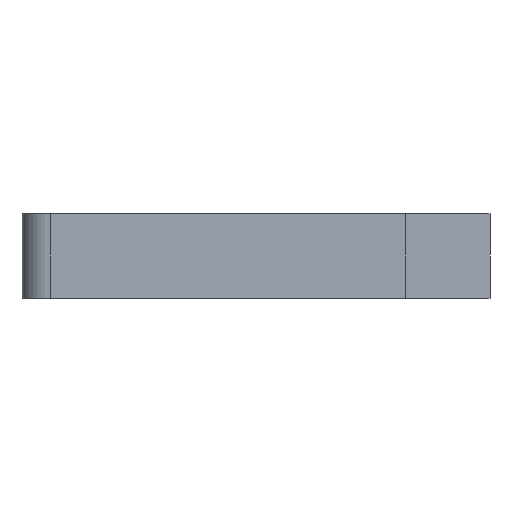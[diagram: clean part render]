
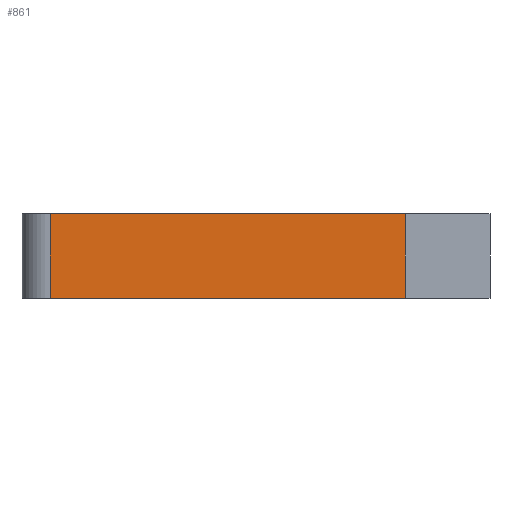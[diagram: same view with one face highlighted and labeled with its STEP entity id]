
A CAD part, left-side view. The second image highlights one B-rep face of the part: STEP entity #861.
In plain terms, the highlighted planar face has unit normal (-1, 0, 0).
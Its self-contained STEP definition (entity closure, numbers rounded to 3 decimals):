
#44 = PLANE('',#45);
#45 = AXIS2_PLACEMENT_3D('',#46,#47,#48);
#46 = CARTESIAN_POINT('',(-10.,0.,0.));
#47 = DIRECTION('',(0.,0.,1.));
#48 = DIRECTION('',(1.,0.,0.));
#100 = PLANE('',#101);
#101 = AXIS2_PLACEMENT_3D('',#102,#103,#104);
#102 = CARTESIAN_POINT('',(-10.,0.,3.));
#103 = DIRECTION('',(0.,0.,1.));
#104 = DIRECTION('',(1.,0.,0.));
#223 = VERTEX_POINT('',#224);
#224 = CARTESIAN_POINT('',(-10.,12.586,0.));
#239 = CYLINDRICAL_SURFACE('',#240,1.);
#240 = AXIS2_PLACEMENT_3D('',#241,#242,#243);
#241 = CARTESIAN_POINT('',(-9.,12.586,0.));
#242 = DIRECTION('',(0.,0.,1.));
#243 = DIRECTION('',(0.707,0.707,0.));
#251 = EDGE_CURVE('',#223,#252,#254,.T.);
#252 = VERTEX_POINT('',#253);
#253 = CARTESIAN_POINT('',(-10.,0.,0.));
#254 = SURFACE_CURVE('',#255,(#259,#266),.PCURVE_S1.);
#255 = LINE('',#256,#257);
#256 = CARTESIAN_POINT('',(-10.,15.,0.));
#257 = VECTOR('',#258,1.);
#258 = DIRECTION('',(0.,-1.,0.));
#259 = PCURVE('',#44,#260);
#260 = DEFINITIONAL_REPRESENTATION('',(#261),#265);
#261 = LINE('',#262,#263);
#262 = CARTESIAN_POINT('',(0.,15.));
#263 = VECTOR('',#264,1.);
#264 = DIRECTION('',(0.,-1.));
#265 = ( GEOMETRIC_REPRESENTATION_CONTEXT(2) 
PARAMETRIC_REPRESENTATION_CONTEXT() REPRESENTATION_CONTEXT('2D SPACE',''
  ) );
#266 = PCURVE('',#267,#272);
#267 = PLANE('',#268);
#268 = AXIS2_PLACEMENT_3D('',#269,#270,#271);
#269 = CARTESIAN_POINT('',(-10.,15.,0.));
#270 = DIRECTION('',(1.,0.,0.));
#271 = DIRECTION('',(0.,-1.,0.));
#272 = DEFINITIONAL_REPRESENTATION('',(#273),#277);
#273 = LINE('',#274,#275);
#274 = CARTESIAN_POINT('',(0.,0.));
#275 = VECTOR('',#276,1.);
#276 = DIRECTION('',(1.,0.));
#277 = ( GEOMETRIC_REPRESENTATION_CONTEXT(2) 
PARAMETRIC_REPRESENTATION_CONTEXT() REPRESENTATION_CONTEXT('2D SPACE',''
  ) );
#295 = PLANE('',#296);
#296 = AXIS2_PLACEMENT_3D('',#297,#298,#299);
#297 = CARTESIAN_POINT('',(-10.,0.,0.));
#298 = DIRECTION('',(0.,1.,0.));
#299 = DIRECTION('',(1.,0.,0.));
#563 = VERTEX_POINT('',#564);
#564 = CARTESIAN_POINT('',(-10.,12.586,3.));
#586 = EDGE_CURVE('',#563,#587,#589,.T.);
#587 = VERTEX_POINT('',#588);
#588 = CARTESIAN_POINT('',(-10.,0.,3.));
#589 = SURFACE_CURVE('',#590,(#594,#601),.PCURVE_S1.);
#590 = LINE('',#591,#592);
#591 = CARTESIAN_POINT('',(-10.,15.,3.));
#592 = VECTOR('',#593,1.);
#593 = DIRECTION('',(0.,-1.,0.));
#594 = PCURVE('',#100,#595);
#595 = DEFINITIONAL_REPRESENTATION('',(#596),#600);
#596 = LINE('',#597,#598);
#597 = CARTESIAN_POINT('',(0.,15.));
#598 = VECTOR('',#599,1.);
#599 = DIRECTION('',(0.,-1.));
#600 = ( GEOMETRIC_REPRESENTATION_CONTEXT(2) 
PARAMETRIC_REPRESENTATION_CONTEXT() REPRESENTATION_CONTEXT('2D SPACE',''
  ) );
#601 = PCURVE('',#267,#602);
#602 = DEFINITIONAL_REPRESENTATION('',(#603),#607);
#603 = LINE('',#604,#605);
#604 = CARTESIAN_POINT('',(0.,-3.));
#605 = VECTOR('',#606,1.);
#606 = DIRECTION('',(1.,0.));
#607 = ( GEOMETRIC_REPRESENTATION_CONTEXT(2) 
PARAMETRIC_REPRESENTATION_CONTEXT() REPRESENTATION_CONTEXT('2D SPACE',''
  ) );
#812 = EDGE_CURVE('',#223,#563,#813,.T.);
#813 = SURFACE_CURVE('',#814,(#818,#825),.PCURVE_S1.);
#814 = LINE('',#815,#816);
#815 = CARTESIAN_POINT('',(-10.,12.586,0.));
#816 = VECTOR('',#817,1.);
#817 = DIRECTION('',(0.,0.,1.));
#818 = PCURVE('',#239,#819);
#819 = DEFINITIONAL_REPRESENTATION('',(#820),#824);
#820 = LINE('',#821,#822);
#821 = CARTESIAN_POINT('',(2.356,0.));
#822 = VECTOR('',#823,1.);
#823 = DIRECTION('',(0.,1.));
#824 = ( GEOMETRIC_REPRESENTATION_CONTEXT(2) 
PARAMETRIC_REPRESENTATION_CONTEXT() REPRESENTATION_CONTEXT('2D SPACE',''
  ) );
#825 = PCURVE('',#267,#826);
#826 = DEFINITIONAL_REPRESENTATION('',(#827),#831);
#827 = LINE('',#828,#829);
#828 = CARTESIAN_POINT('',(2.414,0.));
#829 = VECTOR('',#830,1.);
#830 = DIRECTION('',(0.,-1.));
#831 = ( GEOMETRIC_REPRESENTATION_CONTEXT(2) 
PARAMETRIC_REPRESENTATION_CONTEXT() REPRESENTATION_CONTEXT('2D SPACE',''
  ) );
#861 = ADVANCED_FACE('',(#862),#267,.F.);
#862 = FACE_BOUND('',#863,.F.);
#863 = EDGE_LOOP('',(#864,#865,#866,#867));
#864 = ORIENTED_EDGE('',*,*,#251,.F.);
#865 = ORIENTED_EDGE('',*,*,#812,.T.);
#866 = ORIENTED_EDGE('',*,*,#586,.T.);
#867 = ORIENTED_EDGE('',*,*,#868,.F.);
#868 = EDGE_CURVE('',#252,#587,#869,.T.);
#869 = SURFACE_CURVE('',#870,(#874,#881),.PCURVE_S1.);
#870 = LINE('',#871,#872);
#871 = CARTESIAN_POINT('',(-10.,0.,0.));
#872 = VECTOR('',#873,1.);
#873 = DIRECTION('',(0.,0.,1.));
#874 = PCURVE('',#267,#875);
#875 = DEFINITIONAL_REPRESENTATION('',(#876),#880);
#876 = LINE('',#877,#878);
#877 = CARTESIAN_POINT('',(15.,0.));
#878 = VECTOR('',#879,1.);
#879 = DIRECTION('',(0.,-1.));
#880 = ( GEOMETRIC_REPRESENTATION_CONTEXT(2) 
PARAMETRIC_REPRESENTATION_CONTEXT() REPRESENTATION_CONTEXT('2D SPACE',''
  ) );
#881 = PCURVE('',#295,#882);
#882 = DEFINITIONAL_REPRESENTATION('',(#883),#887);
#883 = LINE('',#884,#885);
#884 = CARTESIAN_POINT('',(0.,0.));
#885 = VECTOR('',#886,1.);
#886 = DIRECTION('',(0.,-1.));
#887 = ( GEOMETRIC_REPRESENTATION_CONTEXT(2) 
PARAMETRIC_REPRESENTATION_CONTEXT() REPRESENTATION_CONTEXT('2D SPACE',''
  ) );
